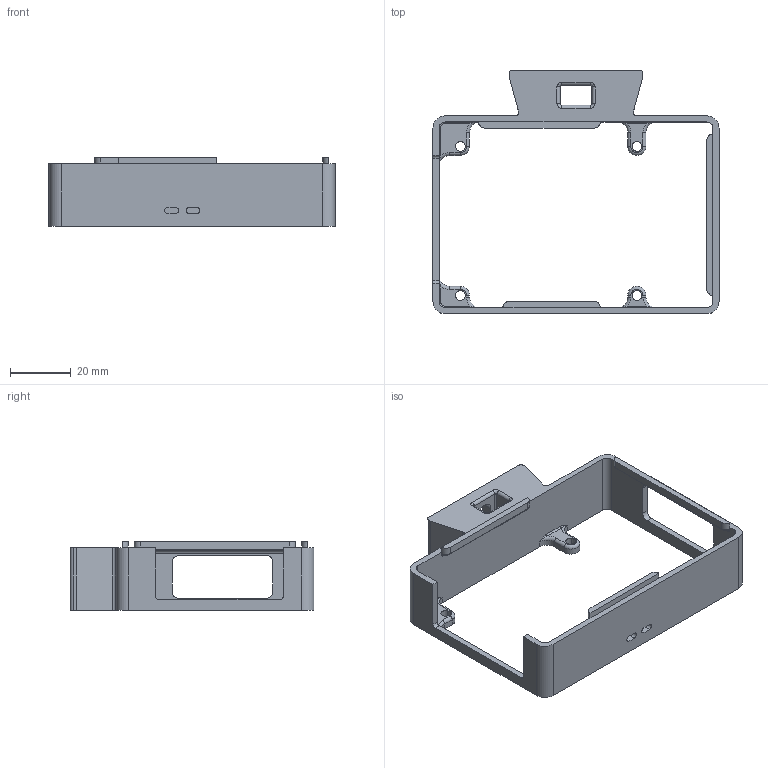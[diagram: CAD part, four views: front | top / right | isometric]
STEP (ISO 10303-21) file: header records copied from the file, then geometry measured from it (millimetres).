
FILE_DESCRIPTION(('CATIA V5 STEP','CAx-IF Rec.Pracs.--- Model Styling and Organization---1.4--- 2014-01-23'),'2;1');
FILE_NAME('Carter Relai-Focus.stp','2021-02-10T10:37:19+00:00',('Olivier GUEROULT'),('SAFRAN'),'CATIA Version 5-6 Release 2018 SP3 HF19','CATIA V5 STEP AP214','none');
FILE_SCHEMA(('AUTOMOTIVE_DESIGN { 1 0 10303 214 1 1 1 1 }'));
Length unit declared in the file: millimetre
Products named in the file (1): Carter Relai-Focus
Bounding box: 94 x 80 x 22.6 mm (x, y, z)
Volume: 22271.5 mm3; surface area: 15870 mm2
Topology: 1 solids, 1 shells, 194 faces, 506 edges, 306 vertices
Faces by surface type: cylinder 86, plane 62, torus 30, bspline 14, cone 2
Entity records: 6655 total; most frequent: CARTESIAN_POINT 2169, ORIENTED_EDGE 996, DIRECTION 762, EDGE_CURVE 498, AXIS2_PLACEMENT_3D 348, VERTEX_POINT 306, VECTOR 260, LINE 260
